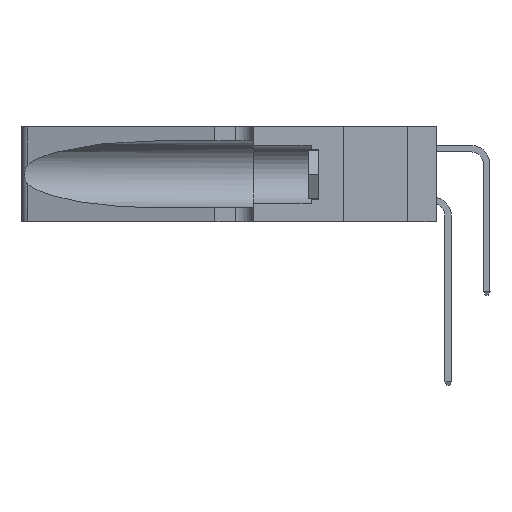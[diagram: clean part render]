
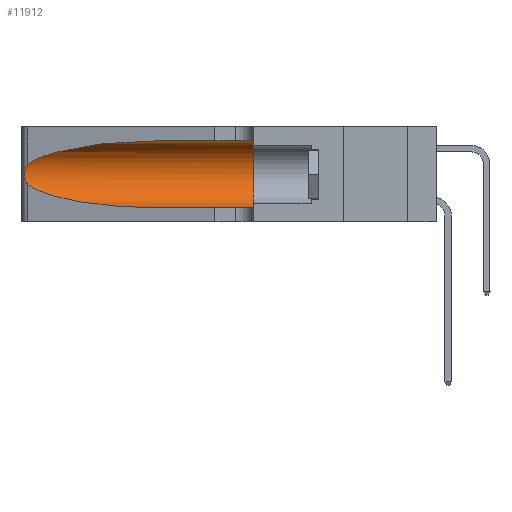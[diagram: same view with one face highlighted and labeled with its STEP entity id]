
A CAD part, left-side view. The second image highlights one B-rep face of the part: STEP entity #11912.
In plain terms, the highlighted cylindrical face has radius 3.308 mm (diameter 6.617 mm), a partial arc.
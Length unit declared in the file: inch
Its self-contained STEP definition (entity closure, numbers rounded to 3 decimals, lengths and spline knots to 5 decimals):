
#696 = DIRECTION ( 'NONE',  ( 0., -1., 0. ) ) ;
#721 = EDGE_CURVE ( 'NONE', #31813, #28547, #32932, .T. ) ;
#875 = CIRCLE ( 'NONE', #10494, 0.13025 ) ;
#1134 = DIRECTION ( 'NONE',  ( 0., -1., 0. ) ) ;
#2780 = DIRECTION ( 'NONE',  ( 0., -1., 0. ) ) ;
#3216 = CARTESIAN_POINT ( 'NONE',  ( 0.1305, 0.35, 0.185 ) ) ;
#4135 = B_SPLINE_CURVE_WITH_KNOTS ( 'NONE', 3,
 ( #12160, #6541, #13124, #4682, #27638, #13384, #36230, #5414, #13649, #25493, #31067, #31199, #10905, #17370 ),
 .UNSPECIFIED., .F., .F.,
 ( 4, 2, 2, 2, 2, 2, 4 ),
 ( 0., 0.00027, 0.00053, 0.00107, 0.0016, 0.00187, 0.00214 ),
 .UNSPECIFIED. ) ;
#4557 = CARTESIAN_POINT ( 'NONE',  ( 0.18966, 0.96281, 0.05475 ) ) ;
#4682 = CARTESIAN_POINT ( 'NONE',  ( 0.25787, 1.23484, 0.2124 ) ) ;
#5414 = CARTESIAN_POINT ( 'NONE',  ( 0.26075, 1.23896, 0.178 ) ) ;
#6480 = EDGE_LOOP ( 'NONE', ( #22008, #18874, #13040, #29917, #31766, #16510 ) ) ;
#6541 = CARTESIAN_POINT ( 'NONE',  ( 0.25555, 1.22994, 0.2215 ) ) ;
#6594 = VERTEX_POINT ( 'NONE', #16479 ) ;
#7387 = CARTESIAN_POINT ( 'NONE',  ( 0.1305, 0.72297, 0.05475 ) ) ;
#7683 = CARTESIAN_POINT ( 'NONE',  ( 0.1305, 0.72297, 0.31525 ) ) ;
#8698 = DIRECTION ( 'NONE',  ( 0., 1., 0. ) ) ;
#8922 = DIRECTION ( 'NONE',  ( 0., 0., 1. ) ) ;
#10183 = EDGE_CURVE ( 'NONE', #17204, #31813, #4135, .T. ) ;
#10494 = AXIS2_PLACEMENT_3D ( 'NONE', #3216, #8698, #8922 ) ;
#10719 = CARTESIAN_POINT ( 'NONE',  ( 0.25487, 1.22718, 0.22369 ) ) ;
#10905 = CARTESIAN_POINT ( 'NONE',  ( 0.25555, 1.22993, 0.14849 ) ) ;
#11227 = CARTESIAN_POINT ( 'NONE',  ( 0.1305, 1.61858, 0.31525 ) ) ;
#11901 = EDGE_CURVE ( 'NONE', #6594, #24234, #875, .T. ) ;
#11912 = ADVANCED_FACE ( 'NONE', ( #35769 ), #20977, .F. ) ;
#12160 = CARTESIAN_POINT ( 'NONE',  ( 0.25487, 1.22718, 0.22369 ) ) ;
#12870 = CARTESIAN_POINT ( 'NONE',  ( 0.25487, 1.22718, 0.14631 ) ) ;
#13040 = ORIENTED_EDGE ( 'NONE', *, *, #721, .T. ) ;
#13124 = CARTESIAN_POINT ( 'NONE',  ( 0.25639, 1.23184, 0.21858 ) ) ;
#13384 = CARTESIAN_POINT ( 'NONE',  ( 0.26018, 1.23835, 0.19895 ) ) ;
#13649 = CARTESIAN_POINT ( 'NONE',  ( 0.26017, 1.23833, 0.17102 ) ) ;
#14239 = EDGE_CURVE ( 'NONE', #28547, #24234, #29291, .T. ) ;
#16479 = CARTESIAN_POINT ( 'NONE',  ( 0.1305, 0.35, 0.31525 ) ) ;
#16510 = ORIENTED_EDGE ( 'NONE', *, *, #20124, .F. ) ;
#17131 = LINE ( 'NONE', #11227, #25619 ) ;
#17204 = VERTEX_POINT ( 'NONE', #10719 ) ;
#17370 = CARTESIAN_POINT ( 'NONE',  ( 0.25487, 1.22718, 0.14631 ) ) ;
#18135 = VECTOR ( 'NONE', #696, 39.37008 ) ;
#18626 = CARTESIAN_POINT ( 'NONE',  ( 0.1305, 1.61858, 0.185 ) ) ;
#18874 = ORIENTED_EDGE ( 'NONE', *, *, #10183, .T. ) ;
#20124 = EDGE_CURVE ( 'NONE', #27089, #6594, #17131, .T. ) ;
#20149 = CARTESIAN_POINT ( 'NONE',  ( 0.2373, 1.15595, 0.28018 ) ) ;
#20977 = CYLINDRICAL_SURFACE ( 'NONE', #22693, 0.13025 ) ;
#21647 = CARTESIAN_POINT ( 'NONE',  ( 0.25487, 1.22718, 0.14631 ) ) ;
#22008 = ORIENTED_EDGE ( 'NONE', *, *, #30926, .T. ) ;
#22693 = AXIS2_PLACEMENT_3D ( 'NONE', #18626, #1134, #24104 ) ;
#23061 = CARTESIAN_POINT ( 'NONE',  ( 0.1305, 0.72297, 0.31525 ) ) ;
#24104 = DIRECTION ( 'NONE',  ( 0., 0., -1. ) ) ;
#24234 = VERTEX_POINT ( 'NONE', #29602 ) ;
#25493 = CARTESIAN_POINT ( 'NONE',  ( 0.25856, 1.23593, 0.16098 ) ) ;
#25619 = VECTOR ( 'NONE', #2780, 39.37008 ) ;
#26144 = CARTESIAN_POINT ( 'NONE',  ( 0.18966, 0.96281, 0.31525 ) ) ;
#27089 = VERTEX_POINT ( 'NONE', #7683 ) ;
#27638 = CARTESIAN_POINT ( 'NONE',  ( 0.25854, 1.2359, 0.20912 ) ) ;
#28547 = VERTEX_POINT ( 'NONE', #35149 ) ;
#29291 = LINE ( 'NONE', #34184, #18135 ) ;
#29602 = CARTESIAN_POINT ( 'NONE',  ( 0.1305, 0.35, 0.05475 ) ) ;
#29917 = ORIENTED_EDGE ( 'NONE', *, *, #14239, .T. ) ;
#30089 = CARTESIAN_POINT ( 'NONE',  ( 0.2373, 1.15595, 0.08982 ) ) ;
#30926 = EDGE_CURVE ( 'NONE', #27089, #17204, #35703, .T. ) ;
#31067 = CARTESIAN_POINT ( 'NONE',  ( 0.25789, 1.23486, 0.15765 ) ) ;
#31199 = CARTESIAN_POINT ( 'NONE',  ( 0.25639, 1.23186, 0.15144 ) ) ;
#31766 = ORIENTED_EDGE ( 'NONE', *, *, #11901, .F. ) ;
#31813 = VERTEX_POINT ( 'NONE', #21647 ) ;
#32932 =( BOUNDED_CURVE ( )  B_SPLINE_CURVE ( 3, ( #12870, #30089, #4557, #7387 ),
 .UNSPECIFIED., .F., .F. ) 
 B_SPLINE_CURVE_WITH_KNOTS ( ( 4, 4 ),
 ( 3.44316, 4.71239 ),
 .UNSPECIFIED. ) 
 CURVE ( )  GEOMETRIC_REPRESENTATION_ITEM ( )  RATIONAL_B_SPLINE_CURVE ( ( 1., 0.87, 0.87, 1. ) ) 
 REPRESENTATION_ITEM ( '' )  );
#34184 = CARTESIAN_POINT ( 'NONE',  ( 0.1305, 1.61858, 0.05475 ) ) ;
#34380 = CARTESIAN_POINT ( 'NONE',  ( 0.25487, 1.22718, 0.22369 ) ) ;
#35149 = CARTESIAN_POINT ( 'NONE',  ( 0.1305, 0.72297, 0.05475 ) ) ;
#35703 =( BOUNDED_CURVE ( )  B_SPLINE_CURVE ( 3, ( #23061, #26144, #20149, #34380 ),
 .UNSPECIFIED., .F., .T. ) 
 B_SPLINE_CURVE_WITH_KNOTS ( ( 4, 4 ),
 ( 1.5708, 2.84003 ),
 .UNSPECIFIED. ) 
 CURVE ( )  GEOMETRIC_REPRESENTATION_ITEM ( )  RATIONAL_B_SPLINE_CURVE ( ( 1., 0.87, 0.87, 1. ) ) 
 REPRESENTATION_ITEM ( '' )  );
#35769 = FACE_OUTER_BOUND ( 'NONE', #6480, .T. ) ;
#36230 = CARTESIAN_POINT ( 'NONE',  ( 0.26075, 1.23896, 0.19203 ) ) ;
